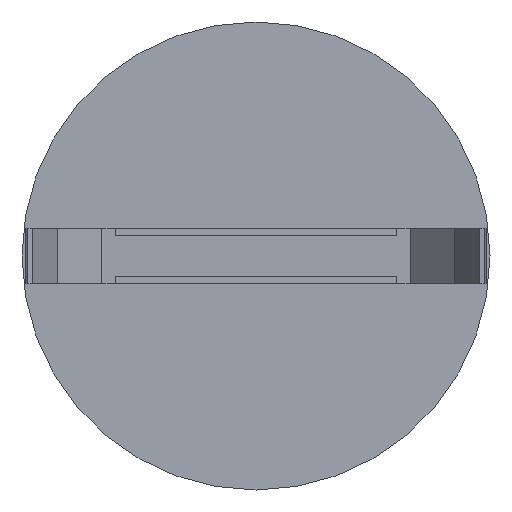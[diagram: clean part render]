
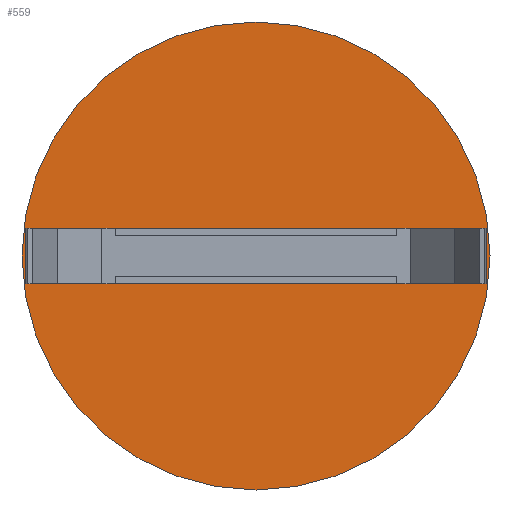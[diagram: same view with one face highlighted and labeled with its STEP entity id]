
A CAD part, front view. The second image highlights one B-rep face of the part: STEP entity #559.
In plain terms, the highlighted planar face has unit normal (0, -1, 0).
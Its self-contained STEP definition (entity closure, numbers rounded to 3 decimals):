
#9 = CARTESIAN_POINT ( 'NONE',  ( 25.25, 0., 5. ) ) ;
#20 = EDGE_CURVE ( 'NONE', #577, #491, #285, .T. ) ;
#30 = FACE_OUTER_BOUND ( 'NONE', #98, .T. ) ;
#73 = CIRCLE ( 'NONE', #759, 42. ) ;
#80 = CARTESIAN_POINT ( 'NONE',  ( 0., 0., 42. ) ) ;
#81 = VERTEX_POINT ( 'NONE', #80 ) ;
#85 = CARTESIAN_POINT ( 'NONE',  ( 0., 0., 0. ) ) ;
#91 = DIRECTION ( 'NONE',  ( 0., 0., 1. ) ) ;
#98 = EDGE_LOOP ( 'NONE', ( #484, #667 ) ) ;
#115 = EDGE_CURVE ( 'NONE', #81, #222, #73, .T. ) ;
#131 = CARTESIAN_POINT ( 'NONE',  ( -25.25, 0., 5. ) ) ;
#152 = CARTESIAN_POINT ( 'NONE',  ( 7., 0., 5. ) ) ;
#222 = VERTEX_POINT ( 'NONE', #755 ) ;
#230 = LINE ( 'NONE', #296, #647 ) ;
#238 = EDGE_CURVE ( 'NONE', #222, #81, #739, .T. ) ;
#244 = DIRECTION ( 'NONE',  ( 0., 1., 0. ) ) ;
#259 = VECTOR ( 'NONE', #403, 1000. ) ;
#262 = CARTESIAN_POINT ( 'NONE',  ( 25.25, 0., -5. ) ) ;
#285 = LINE ( 'NONE', #152, #259 ) ;
#296 = CARTESIAN_POINT ( 'NONE',  ( -25.25, 0., 0. ) ) ;
#316 = VERTEX_POINT ( 'NONE', #607 ) ;
#338 = PLANE ( 'NONE',  #447 ) ;
#391 = LINE ( 'NONE', #546, #640 ) ;
#403 = DIRECTION ( 'NONE',  ( -1., 0., 0. ) ) ;
#447 = AXIS2_PLACEMENT_3D ( 'NONE', #85, #488, #91 ) ;
#483 = VECTOR ( 'NONE', #930, 1000. ) ;
#484 = ORIENTED_EDGE ( 'NONE', *, *, #238, .F. ) ;
#488 = DIRECTION ( 'NONE',  ( 0., 1., 0. ) ) ;
#491 = VERTEX_POINT ( 'NONE', #131 ) ;
#492 = CARTESIAN_POINT ( 'NONE',  ( 25.25, 0., 0. ) ) ;
#494 = LINE ( 'NONE', #492, #483 ) ;
#501 = EDGE_CURVE ( 'NONE', #316, #597, #391, .T. ) ;
#526 = DIRECTION ( 'NONE',  ( 0., 1., 0. ) ) ;
#546 = CARTESIAN_POINT ( 'NONE',  ( 7., 0., -5. ) ) ;
#559 = ADVANCED_FACE ( 'NONE', ( #762, #30 ), #338, .F. ) ;
#577 = VERTEX_POINT ( 'NONE', #9 ) ;
#597 = VERTEX_POINT ( 'NONE', #262 ) ;
#607 = CARTESIAN_POINT ( 'NONE',  ( -25.25, 0., -5. ) ) ;
#627 = EDGE_LOOP ( 'NONE', ( #707, #1054, #689, #646 ) ) ;
#637 = EDGE_CURVE ( 'NONE', #577, #597, #494, .T. ) ;
#640 = VECTOR ( 'NONE', #895, 1000. ) ;
#644 = AXIS2_PLACEMENT_3D ( 'NONE', #1021, #526, #691 ) ;
#646 = ORIENTED_EDGE ( 'NONE', *, *, #637, .T. ) ;
#647 = VECTOR ( 'NONE', #791, 1000. ) ;
#667 = ORIENTED_EDGE ( 'NONE', *, *, #115, .F. ) ;
#689 = ORIENTED_EDGE ( 'NONE', *, *, #20, .F. ) ;
#691 = DIRECTION ( 'NONE',  ( 0., 0., 1. ) ) ;
#707 = ORIENTED_EDGE ( 'NONE', *, *, #501, .F. ) ;
#738 = CARTESIAN_POINT ( 'NONE',  ( 0., 0., 0. ) ) ;
#739 = CIRCLE ( 'NONE', #644, 42. ) ;
#755 = CARTESIAN_POINT ( 'NONE',  ( 0., 0., -42. ) ) ;
#759 = AXIS2_PLACEMENT_3D ( 'NONE', #738, #244, #819 ) ;
#762 = FACE_BOUND ( 'NONE', #627, .T. ) ;
#791 = DIRECTION ( 'NONE',  ( 0., 0., 1. ) ) ;
#819 = DIRECTION ( 'NONE',  ( 0., 0., 1. ) ) ;
#869 = EDGE_CURVE ( 'NONE', #316, #491, #230, .T. ) ;
#895 = DIRECTION ( 'NONE',  ( 1., 0., 0. ) ) ;
#930 = DIRECTION ( 'NONE',  ( 0., 0., -1. ) ) ;
#1021 = CARTESIAN_POINT ( 'NONE',  ( 0., 0., 0. ) ) ;
#1054 = ORIENTED_EDGE ( 'NONE', *, *, #869, .T. ) ;
